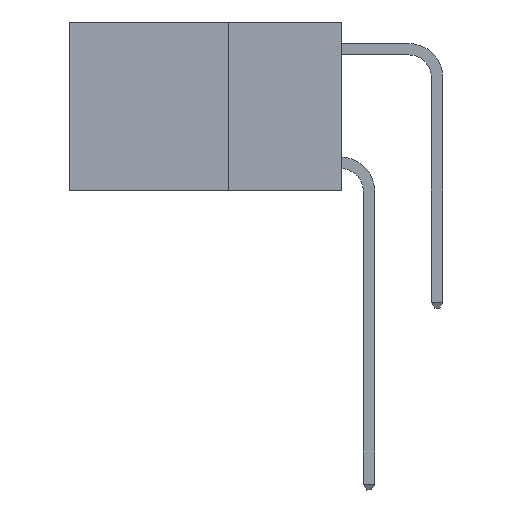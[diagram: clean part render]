
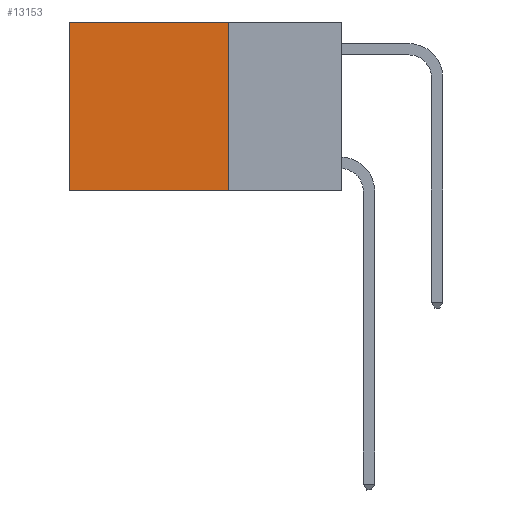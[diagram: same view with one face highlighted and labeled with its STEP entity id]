
A CAD part, left-side view. The second image highlights one B-rep face of the part: STEP entity #13153.
In plain terms, the highlighted planar face has unit normal (-1, 0, 0).
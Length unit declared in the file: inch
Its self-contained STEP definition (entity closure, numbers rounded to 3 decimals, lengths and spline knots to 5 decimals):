
#116 = VERTEX_POINT ( 'NONE', #4013 ) ;
#246 = AXIS2_PLACEMENT_3D ( 'NONE', #17879, #10487, #7968 ) ;
#319 = EDGE_CURVE ( 'NONE', #116, #13346, #12163, .T. ) ;
#1284 = VERTEX_POINT ( 'NONE', #10800 ) ;
#3531 = CARTESIAN_POINT ( 'NONE',  ( 0.2625, 0.25, 0. ) ) ;
#3607 = FACE_OUTER_BOUND ( 'NONE', #12057, .T. ) ;
#3912 = EDGE_CURVE ( 'NONE', #9319, #116, #16238, .T. ) ;
#4002 = CARTESIAN_POINT ( 'NONE',  ( 0.2625, 0.25, 0. ) ) ;
#4013 = CARTESIAN_POINT ( 'NONE',  ( 0.2625, 0.6, 0. ) ) ;
#4089 = VECTOR ( 'NONE', #13946, 39.37008 ) ;
#4729 = VECTOR ( 'NONE', #17478, 39.37008 ) ;
#5188 = VECTOR ( 'NONE', #10695, 39.37008 ) ;
#5769 = CARTESIAN_POINT ( 'NONE',  ( 0.2625, 0.25, 0. ) ) ;
#5823 = ORIENTED_EDGE ( 'NONE', *, *, #319, .T. ) ;
#6891 = LINE ( 'NONE', #5769, #4089 ) ;
#7893 = CARTESIAN_POINT ( 'NONE',  ( 0.2625, 0.6, 0. ) ) ;
#7968 = DIRECTION ( 'NONE',  ( 0., 0., -1. ) ) ;
#9319 = VERTEX_POINT ( 'NONE', #4002 ) ;
#10487 = DIRECTION ( 'NONE',  ( 1., 0., 0. ) ) ;
#10578 = PLANE ( 'NONE',  #246 ) ;
#10695 = DIRECTION ( 'NONE',  ( 0., 0., -1. ) ) ;
#10800 = CARTESIAN_POINT ( 'NONE',  ( 0.2625, 0.25, -0.37 ) ) ;
#11075 = VECTOR ( 'NONE', #14851, 39.37008 ) ;
#11456 = ORIENTED_EDGE ( 'NONE', *, *, #13994, .F. ) ;
#12057 = EDGE_LOOP ( 'NONE', ( #5823, #11456, #17601, #12262 ) ) ;
#12163 = LINE ( 'NONE', #7893, #5188 ) ;
#12262 = ORIENTED_EDGE ( 'NONE', *, *, #3912, .T. ) ;
#12413 = EDGE_CURVE ( 'NONE', #9319, #1284, #6891, .T. ) ;
#13153 = ADVANCED_FACE ( 'NONE', ( #3607 ), #10578, .F. ) ;
#13346 = VERTEX_POINT ( 'NONE', #17037 ) ;
#13946 = DIRECTION ( 'NONE',  ( 0., 0., -1. ) ) ;
#13994 = EDGE_CURVE ( 'NONE', #1284, #13346, #16179, .T. ) ;
#14613 = CARTESIAN_POINT ( 'NONE',  ( 0.2625, 0.25, -0.37 ) ) ;
#14851 = DIRECTION ( 'NONE',  ( 0., 1., 0. ) ) ;
#16179 = LINE ( 'NONE', #14613, #4729 ) ;
#16238 = LINE ( 'NONE', #3531, #11075 ) ;
#17037 = CARTESIAN_POINT ( 'NONE',  ( 0.2625, 0.6, -0.37 ) ) ;
#17478 = DIRECTION ( 'NONE',  ( 0., 1., 0. ) ) ;
#17601 = ORIENTED_EDGE ( 'NONE', *, *, #12413, .F. ) ;
#17879 = CARTESIAN_POINT ( 'NONE',  ( 0.2625, 0.25, 0. ) ) ;
